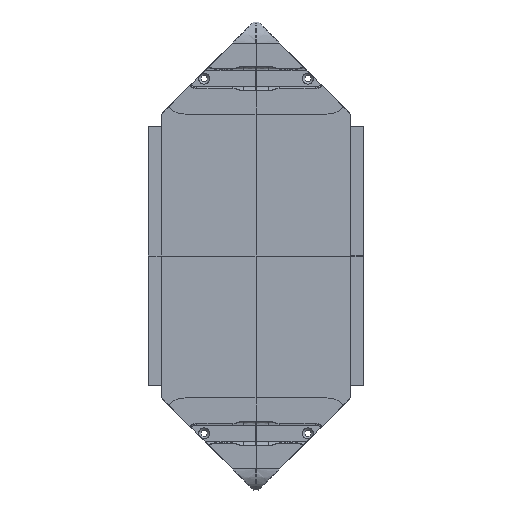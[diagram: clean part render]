
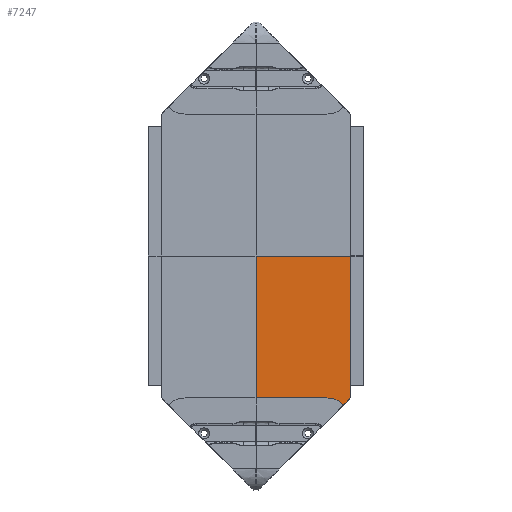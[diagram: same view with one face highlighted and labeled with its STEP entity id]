
A CAD part, left-side view. The second image highlights one B-rep face of the part: STEP entity #7247.
In plain terms, the highlighted free-form (B-spline) face has degree [2, 1] with [3, 2] control points.
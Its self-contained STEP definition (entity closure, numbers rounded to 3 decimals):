
#24=LINE('',#9665,#56);
#56=VECTOR('',#8175,10.);
#368=B_SPLINE_SURFACE_WITH_KNOTS('',2,1,((#9642,#9643),(#9644,#9645),(#9646,
#9647)),.UNSPECIFIED.,.F.,.F.,.F.,(3,3),(2,2),(0.,1.),(0.,1.),
 .UNSPECIFIED.);
#911=FACE_OUTER_BOUND('',#1215,.T.);
#1215=EDGE_LOOP('',(#5798,#5799,#5800,#5801,#5802,#5803));
#1581=B_SPLINE_CURVE_WITH_KNOTS('',3,(#9650,#9651,#9652,#9653,#9654,#9655,
#9656),.UNSPECIFIED.,.F.,.F.,(4,3,4),(-0.883,-0.576,
0.),.UNSPECIFIED.);
#1582=B_SPLINE_CURVE_WITH_KNOTS('',2,(#9658,#9659,#9660),.UNSPECIFIED.,
 .F.,.F.,(3,3),(0.833,1.),.UNSPECIFIED.);
#1583=B_SPLINE_CURVE_WITH_KNOTS('',1,(#9662,#9663),.UNSPECIFIED.,.F.,.F.,
(2,2),(0.2,0.5),.UNSPECIFIED.);
#1584=B_SPLINE_CURVE_WITH_KNOTS('',1,(#9667,#9668),.UNSPECIFIED.,.F.,.F.,
(2,2),(-0.5,-0.2),.UNSPECIFIED.);
#1585=B_SPLINE_CURVE_WITH_KNOTS('',3,(#9669,#9670,#9671,#9672),
 .UNSPECIFIED.,.F.,.F.,(4,4),(0.,0.456),.UNSPECIFIED.);
#2838=VERTEX_POINT('',#9648);
#2839=VERTEX_POINT('',#9649);
#2840=VERTEX_POINT('',#9657);
#2841=VERTEX_POINT('',#9661);
#2842=VERTEX_POINT('',#9664);
#2843=VERTEX_POINT('',#9666);
#4310=EDGE_CURVE('',#2838,#2839,#1581,.T.);
#4311=EDGE_CURVE('',#2839,#2840,#1582,.T.);
#4312=EDGE_CURVE('',#2840,#2841,#1583,.T.);
#4313=EDGE_CURVE('',#2841,#2842,#24,.T.);
#4314=EDGE_CURVE('',#2842,#2843,#1584,.T.);
#4315=EDGE_CURVE('',#2843,#2838,#1585,.T.);
#5798=ORIENTED_EDGE('',*,*,#4310,.T.);
#5799=ORIENTED_EDGE('',*,*,#4311,.T.);
#5800=ORIENTED_EDGE('',*,*,#4312,.T.);
#5801=ORIENTED_EDGE('',*,*,#4313,.T.);
#5802=ORIENTED_EDGE('',*,*,#4314,.T.);
#5803=ORIENTED_EDGE('',*,*,#4315,.T.);
#7247=ADVANCED_FACE('',(#911),#368,.T.);
#8175=DIRECTION('',(0.,-1.,0.));
#9642=CARTESIAN_POINT('Ctrl Pts',(28.284,-534.173,242.707));
#9643=CARTESIAN_POINT('Ctrl Pts',(28.284,-534.173,462.707));
#9644=CARTESIAN_POINT('Ctrl Pts',(28.284,-435.136,242.707));
#9645=CARTESIAN_POINT('Ctrl Pts',(28.284,-435.136,462.707));
#9646=CARTESIAN_POINT('Ctrl Pts',(28.284,-336.1,242.707));
#9647=CARTESIAN_POINT('Ctrl Pts',(28.284,-336.1,462.707));
#9648=CARTESIAN_POINT('',(28.284,-376.878,283.484));
#9649=CARTESIAN_POINT('',(28.284,-369.1,286.707));
#9650=CARTESIAN_POINT('Ctrl Pts',(28.284,-376.878,283.484));
#9651=CARTESIAN_POINT('Ctrl Pts',(28.284,-376.162,284.199));
#9652=CARTESIAN_POINT('Ctrl Pts',(28.284,-375.371,284.795));
#9653=CARTESIAN_POINT('Ctrl Pts',(28.284,-374.548,285.264));
#9654=CARTESIAN_POINT('Ctrl Pts',(28.284,-372.855,286.229));
#9655=CARTESIAN_POINT('Ctrl Pts',(28.284,-370.954,286.707));
#9656=CARTESIAN_POINT('Ctrl Pts',(28.284,-369.1,286.707));
#9657=CARTESIAN_POINT('',(28.284,-336.1,286.707));
#9658=CARTESIAN_POINT('Ctrl Pts',(28.284,-369.1,286.707));
#9659=CARTESIAN_POINT('Ctrl Pts',(28.284,-352.6,286.707));
#9660=CARTESIAN_POINT('Ctrl Pts',(28.284,-336.1,286.707));
#9661=CARTESIAN_POINT('',(28.284,-336.1,352.707));
#9662=CARTESIAN_POINT('Ctrl Pts',(28.284,-336.1,286.707));
#9663=CARTESIAN_POINT('Ctrl Pts',(28.284,-336.1,352.707));
#9664=CARTESIAN_POINT('',(28.284,-380.1,352.707));
#9665=CARTESIAN_POINT('',(28.284,-336.1,352.707));
#9666=CARTESIAN_POINT('',(28.284,-380.1,286.707));
#9667=CARTESIAN_POINT('Ctrl Pts',(28.284,-380.1,352.707));
#9668=CARTESIAN_POINT('Ctrl Pts',(28.284,-380.1,286.707));
#9669=CARTESIAN_POINT('Ctrl Pts',(28.284,-380.1,286.707));
#9670=CARTESIAN_POINT('Ctrl Pts',(28.284,-379.026,285.633));
#9671=CARTESIAN_POINT('Ctrl Pts',(28.284,-377.952,284.559));
#9672=CARTESIAN_POINT('Ctrl Pts',(28.284,-376.878,283.484));
